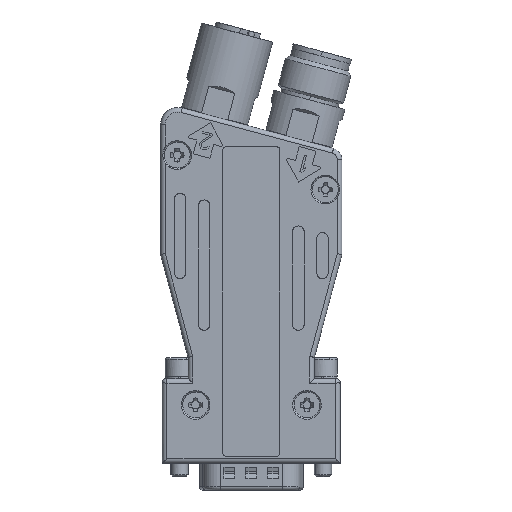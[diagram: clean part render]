
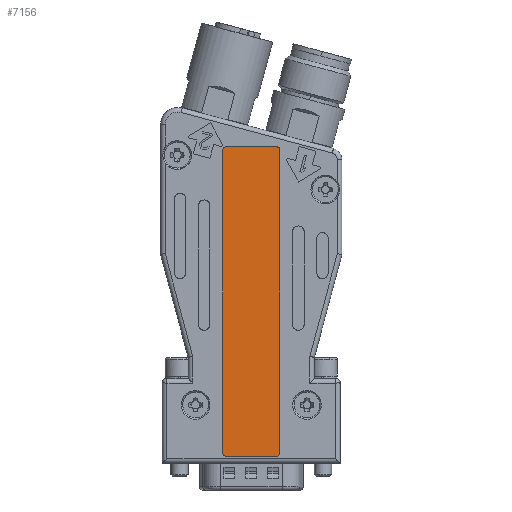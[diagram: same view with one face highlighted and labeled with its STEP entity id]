
A CAD part, front view. The second image highlights one B-rep face of the part: STEP entity #7156.
In plain terms, the highlighted planar face has unit normal (0, -1, 0).
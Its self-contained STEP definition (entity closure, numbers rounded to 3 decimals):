
#4082=AXIS2_PLACEMENT_3D('Circle Axis2P3D',#4080,#4081,$) ;
#4130=AXIS2_PLACEMENT_3D('Circle Axis2P3D',#4128,#4129,$) ;
#4178=AXIS2_PLACEMENT_3D('Circle Axis2P3D',#4176,#4177,$) ;
#4226=AXIS2_PLACEMENT_3D('Circle Axis2P3D',#4224,#4225,$) ;
#7144=AXIS2_PLACEMENT_3D('Plane Axis2P3D',#7141,#7142,#7143) ;
#4077=CARTESIAN_POINT('Vertex',(10.8,0.3,59.128)) ;
#4080=CARTESIAN_POINT('Axis2P3D Location',(11.5,0.3,59.128)) ;
#4084=CARTESIAN_POINT('Vertex',(11.5,0.3,59.828)) ;
#4104=CARTESIAN_POINT('Line Origine',(15.8,0.3,59.828)) ;
#4108=CARTESIAN_POINT('Vertex',(20.1,0.3,59.828)) ;
#4128=CARTESIAN_POINT('Axis2P3D Location',(20.1,0.3,59.128)) ;
#4132=CARTESIAN_POINT('Vertex',(20.8,0.3,59.128)) ;
#4152=CARTESIAN_POINT('Line Origine',(20.8,0.3,32.828)) ;
#4156=CARTESIAN_POINT('Vertex',(20.8,0.3,6.528)) ;
#4176=CARTESIAN_POINT('Axis2P3D Location',(20.1,0.3,6.528)) ;
#4180=CARTESIAN_POINT('Vertex',(20.1,0.3,5.828)) ;
#4200=CARTESIAN_POINT('Line Origine',(15.8,0.3,5.828)) ;
#4204=CARTESIAN_POINT('Vertex',(11.5,0.3,5.828)) ;
#4224=CARTESIAN_POINT('Axis2P3D Location',(11.5,0.3,6.528)) ;
#4228=CARTESIAN_POINT('Vertex',(10.8,0.3,6.528)) ;
#4248=CARTESIAN_POINT('Line Origine',(10.8,0.3,32.828)) ;
#7141=CARTESIAN_POINT('Axis2P3D Location',(15.8,0.3,19.428)) ;
#4081=DIRECTION('Axis2P3D Direction',(0.,-1.,0.)) ;
#4105=DIRECTION('Vector Direction',(-1.,0.,0.)) ;
#4129=DIRECTION('Axis2P3D Direction',(0.,-1.,0.)) ;
#4153=DIRECTION('Vector Direction',(0.,0.,1.)) ;
#4177=DIRECTION('Axis2P3D Direction',(0.,-1.,0.)) ;
#4201=DIRECTION('Vector Direction',(1.,0.,0.)) ;
#4225=DIRECTION('Axis2P3D Direction',(0.,-1.,0.)) ;
#4249=DIRECTION('Vector Direction',(0.,0.,-1.)) ;
#7142=DIRECTION('Axis2P3D Direction',(0.,-1.,0.)) ;
#7143=DIRECTION('Axis2P3D XDirection',(0.,0.,-1.)) ;
#4106=VECTOR('Line Direction',#4105,1.) ;
#4154=VECTOR('Line Direction',#4153,1.) ;
#4202=VECTOR('Line Direction',#4201,1.) ;
#4250=VECTOR('Line Direction',#4249,1.) ;
#7147=ORIENTED_EDGE('',*,*,#4230,.T.) ;
#7148=ORIENTED_EDGE('',*,*,#4206,.T.) ;
#7149=ORIENTED_EDGE('',*,*,#4182,.T.) ;
#7150=ORIENTED_EDGE('',*,*,#4158,.T.) ;
#7151=ORIENTED_EDGE('',*,*,#4134,.T.) ;
#7152=ORIENTED_EDGE('',*,*,#4110,.T.) ;
#7153=ORIENTED_EDGE('',*,*,#4086,.T.) ;
#7154=ORIENTED_EDGE('',*,*,#4252,.T.) ;
#7156=ADVANCED_FACE('Hauptk\X2\00F6\X0\rper',(#7155),#7145,.T.) ;
#4083=CIRCLE('generated circle',#4082,0.7) ;
#4131=CIRCLE('generated circle',#4130,0.7) ;
#4179=CIRCLE('generated circle',#4178,0.7) ;
#4227=CIRCLE('generated circle',#4226,0.7) ;
#4086=EDGE_CURVE('',#4085,#4078,#4083,.T.) ;
#4110=EDGE_CURVE('',#4109,#4085,#4107,.T.) ;
#4134=EDGE_CURVE('',#4133,#4109,#4131,.T.) ;
#4158=EDGE_CURVE('',#4157,#4133,#4155,.T.) ;
#4182=EDGE_CURVE('',#4181,#4157,#4179,.T.) ;
#4206=EDGE_CURVE('',#4205,#4181,#4203,.T.) ;
#4230=EDGE_CURVE('',#4229,#4205,#4227,.T.) ;
#4252=EDGE_CURVE('',#4078,#4229,#4251,.T.) ;
#7146=EDGE_LOOP('',(#7147,#7148,#7149,#7150,#7151,#7152,#7153,#7154)) ;
#7155=FACE_OUTER_BOUND('',#7146,.T.) ;
#4107=LINE('Line',#4104,#4106) ;
#4155=LINE('Line',#4152,#4154) ;
#4203=LINE('Line',#4200,#4202) ;
#4251=LINE('Line',#4248,#4250) ;
#7145=PLANE('',#7144) ;
#4078=VERTEX_POINT('',#4077) ;
#4085=VERTEX_POINT('',#4084) ;
#4109=VERTEX_POINT('',#4108) ;
#4133=VERTEX_POINT('',#4132) ;
#4157=VERTEX_POINT('',#4156) ;
#4181=VERTEX_POINT('',#4180) ;
#4205=VERTEX_POINT('',#4204) ;
#4229=VERTEX_POINT('',#4228) ;
